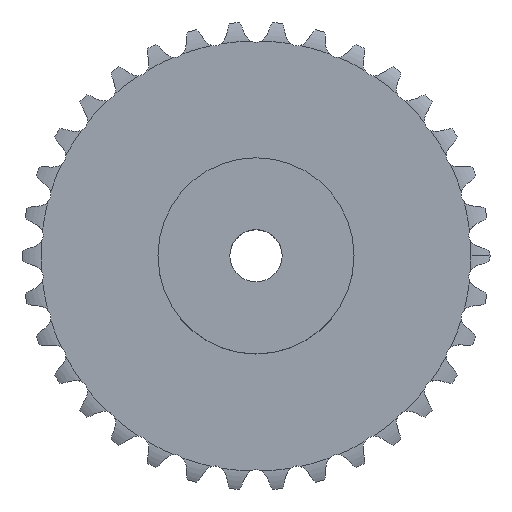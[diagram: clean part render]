
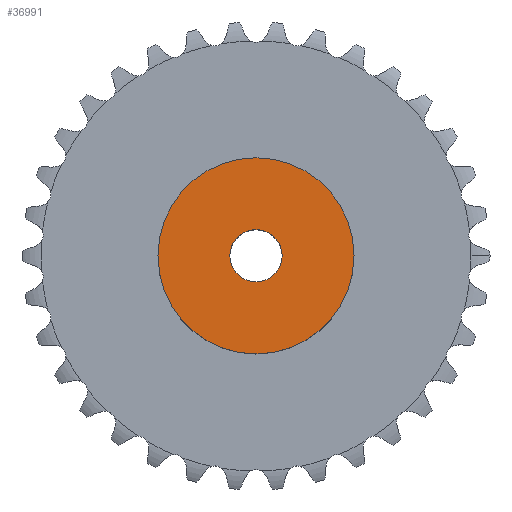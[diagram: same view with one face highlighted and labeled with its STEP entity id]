
A CAD part, top view. The second image highlights one B-rep face of the part: STEP entity #36991.
In plain terms, the highlighted planar face has unit normal (0, 0, 1).
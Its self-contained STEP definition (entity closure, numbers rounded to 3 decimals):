
#4308 = CYLINDRICAL_SURFACE('',#4309,15.);
#4309 = AXIS2_PLACEMENT_3D('',#4310,#4311,#4312);
#4310 = CARTESIAN_POINT('',(0.,0.,0.));
#4311 = DIRECTION('',(-0.,-0.,-1.));
#4312 = DIRECTION('',(1.,0.,0.));
#23488 = VERTEX_POINT('',#23489);
#23489 = CARTESIAN_POINT('',(15.,0.,16.));
#23510 = EDGE_CURVE('',#23488,#23488,#23511,.T.);
#23511 = SURFACE_CURVE('',#23512,(#23517,#23524),.PCURVE_S1.);
#23512 = CIRCLE('',#23513,15.);
#23513 = AXIS2_PLACEMENT_3D('',#23514,#23515,#23516);
#23514 = CARTESIAN_POINT('',(0.,0.,16.));
#23515 = DIRECTION('',(0.,0.,1.));
#23516 = DIRECTION('',(1.,0.,0.));
#23517 = PCURVE('',#4308,#23518);
#23518 = DEFINITIONAL_REPRESENTATION('',(#23519),#23523);
#23519 = LINE('',#23520,#23521);
#23520 = CARTESIAN_POINT('',(-0.,-16.));
#23521 = VECTOR('',#23522,1.);
#23522 = DIRECTION('',(-1.,0.));
#23523 = ( GEOMETRIC_REPRESENTATION_CONTEXT(2) 
PARAMETRIC_REPRESENTATION_CONTEXT() REPRESENTATION_CONTEXT('2D SPACE',''
  ) );
#23524 = PCURVE('',#23525,#23530);
#23525 = PLANE('',#23526);
#23526 = AXIS2_PLACEMENT_3D('',#23527,#23528,#23529);
#23527 = CARTESIAN_POINT('',(0.,0.,16.)
  );
#23528 = DIRECTION('',(0.,0.,1.));
#23529 = DIRECTION('',(1.,0.,0.));
#23530 = DEFINITIONAL_REPRESENTATION('',(#23531),#23535);
#23531 = CIRCLE('',#23532,15.);
#23532 = AXIS2_PLACEMENT_2D('',#23533,#23534);
#23533 = CARTESIAN_POINT('',(0.,0.));
#23534 = DIRECTION('',(1.,0.));
#23535 = ( GEOMETRIC_REPRESENTATION_CONTEXT(2) 
PARAMETRIC_REPRESENTATION_CONTEXT() REPRESENTATION_CONTEXT('2D SPACE',''
  ) );
#31376 = CYLINDRICAL_SURFACE('',#31377,4.);
#31377 = AXIS2_PLACEMENT_3D('',#31378,#31379,#31380);
#31378 = CARTESIAN_POINT('',(0.,0.,108.349));
#31379 = DIRECTION('',(0.,0.,1.));
#31380 = DIRECTION('',(1.,0.,0.));
#36991 = ADVANCED_FACE('',(#36992,#36995),#23525,.T.);
#36992 = FACE_BOUND('',#36993,.T.);
#36993 = EDGE_LOOP('',(#36994));
#36994 = ORIENTED_EDGE('',*,*,#23510,.T.);
#36995 = FACE_BOUND('',#36996,.T.);
#36996 = EDGE_LOOP('',(#36997));
#36997 = ORIENTED_EDGE('',*,*,#36998,.F.);
#36998 = EDGE_CURVE('',#36999,#36999,#37001,.T.);
#36999 = VERTEX_POINT('',#37000);
#37000 = CARTESIAN_POINT('',(4.,0.,16.));
#37001 = SURFACE_CURVE('',#37002,(#37007,#37014),.PCURVE_S1.);
#37002 = CIRCLE('',#37003,4.);
#37003 = AXIS2_PLACEMENT_3D('',#37004,#37005,#37006);
#37004 = CARTESIAN_POINT('',(0.,0.,16.));
#37005 = DIRECTION('',(0.,0.,1.));
#37006 = DIRECTION('',(1.,0.,0.));
#37007 = PCURVE('',#23525,#37008);
#37008 = DEFINITIONAL_REPRESENTATION('',(#37009),#37013);
#37009 = CIRCLE('',#37010,4.);
#37010 = AXIS2_PLACEMENT_2D('',#37011,#37012);
#37011 = CARTESIAN_POINT('',(0.,0.));
#37012 = DIRECTION('',(1.,0.));
#37013 = ( GEOMETRIC_REPRESENTATION_CONTEXT(2) 
PARAMETRIC_REPRESENTATION_CONTEXT() REPRESENTATION_CONTEXT('2D SPACE',''
  ) );
#37014 = PCURVE('',#31376,#37015);
#37015 = DEFINITIONAL_REPRESENTATION('',(#37016),#37020);
#37016 = LINE('',#37017,#37018);
#37017 = CARTESIAN_POINT('',(0.,-92.349));
#37018 = VECTOR('',#37019,1.);
#37019 = DIRECTION('',(1.,0.));
#37020 = ( GEOMETRIC_REPRESENTATION_CONTEXT(2) 
PARAMETRIC_REPRESENTATION_CONTEXT() REPRESENTATION_CONTEXT('2D SPACE',''
  ) );
